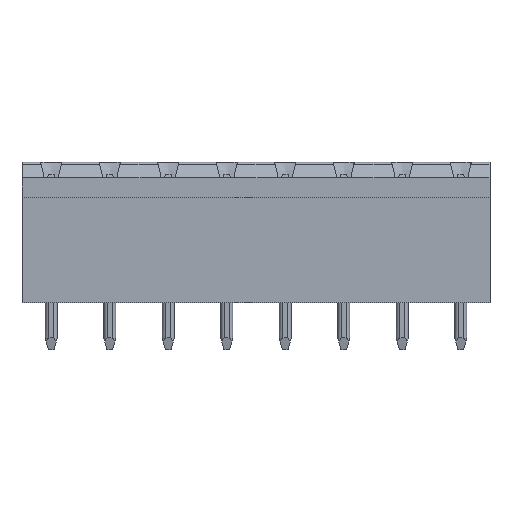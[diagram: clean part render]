
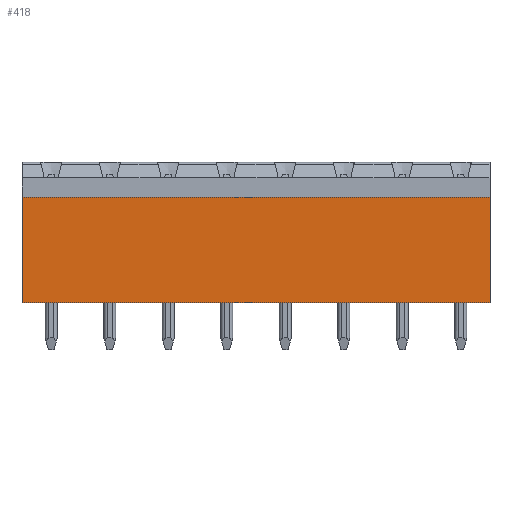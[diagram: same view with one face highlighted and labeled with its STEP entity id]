
A CAD part, front view. The second image highlights one B-rep face of the part: STEP entity #418.
In plain terms, the highlighted planar face has unit normal (0, -1, -0.022).
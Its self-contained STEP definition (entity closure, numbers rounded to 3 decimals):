
#418=ADVANCED_FACE('',(#978),#739,.F.);
#739=PLANE('',#6228);
#978=FACE_OUTER_BOUND('',#1309,.T.);
#1309=EDGE_LOOP('',(#1993,#1994,#1995,#1996));
#1993=ORIENTED_EDGE('',*,*,#4283,.F.);
#1994=ORIENTED_EDGE('',*,*,#4284,.T.);
#1995=ORIENTED_EDGE('',*,*,#4280,.F.);
#1996=ORIENTED_EDGE('',*,*,#4285,.T.);
#3663=VERTEX_POINT('',#8981);
#3664=VERTEX_POINT('',#8982);
#3665=VERTEX_POINT('',#8987);
#3666=VERTEX_POINT('',#8988);
#4280=EDGE_CURVE('',#3663,#3664,#5074,.T.);
#4283=EDGE_CURVE('',#3665,#3666,#5077,.T.);
#4284=EDGE_CURVE('',#3665,#3664,#5078,.T.);
#4285=EDGE_CURVE('',#3663,#3666,#5079,.T.);
#5074=LINE('',#8980,#5650);
#5077=LINE('',#8986,#5653);
#5078=LINE('',#8989,#5654);
#5079=LINE('',#8990,#5655);
#5650=VECTOR('',#7056,1.);
#5653=VECTOR('',#7061,1.);
#5654=VECTOR('',#7062,1.);
#5655=VECTOR('',#7063,1.);
#6228=AXIS2_PLACEMENT_3D('',#8991,#7064,#7065);
#7056=DIRECTION('',(1.,0.,0.));
#7061=DIRECTION('',(-1.,0.,0.));
#7062=DIRECTION('',(0.,-0.022,1.));
#7063=DIRECTION('',(0.,0.022,-1.));
#7064=DIRECTION('',(0.,1.,0.022));
#7065=DIRECTION('',(0.,0.022,-1.));
#8980=CARTESIAN_POINT('',(0.,0.8,-3.));
#8981=CARTESIAN_POINT('',(0.,0.8,-3.));
#8982=CARTESIAN_POINT('',(40.,0.8,-3.));
#8986=CARTESIAN_POINT('',(25.,1.,-12.));
#8987=CARTESIAN_POINT('',(40.,1.,-12.));
#8988=CARTESIAN_POINT('',(0.,1.,-12.));
#8989=CARTESIAN_POINT('',(40.,0.9,-7.5));
#8990=CARTESIAN_POINT('',(0.,0.8,-3.));
#8991=CARTESIAN_POINT('',(22.5,0.9,-7.5));
